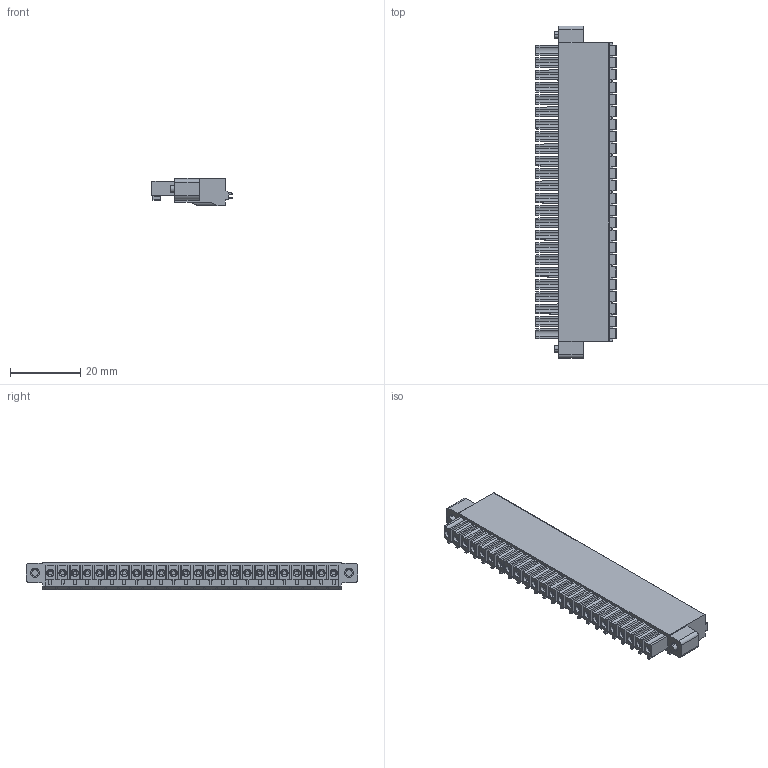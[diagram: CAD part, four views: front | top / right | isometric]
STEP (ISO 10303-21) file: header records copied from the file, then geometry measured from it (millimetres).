
FILE_DESCRIPTION((''),'2;1');
FILE_NAME('PRT0001','2024-09-24T',('sheji'),(''),'PRO/ENGINEER BY PARAMETRIC TECHNOLOGY CORPORATION, 2015240','PRO/ENGINEER BY PARAMETRIC TECHNOLOGY CORPORATION, 2015240','');
FILE_SCHEMA(('CONFIG_CONTROL_DESIGN'));
Length unit declared in the file: millimetre
Products named in the file (1): PRT0001
Bounding box: 22.8 x 94.3 x 7.75 mm (x, y, z)
Volume: 10648.9 mm3; surface area: 7993.8 mm2
Topology: 1 solids, 1 shells, 1544 faces, 4020 edges, 2603 vertices
Faces by surface type: plane 825, cylinder 575, cone 144
Entity records: 48183 total; most frequent: CARTESIAN_POINT 9614, DIRECTION 8086, ORIENTED_EDGE 8040, EDGE_CURVE 4020, AXIS2_PLACEMENT_3D 2758, VERTEX_POINT 2603, VECTOR 2570, LINE 2570
